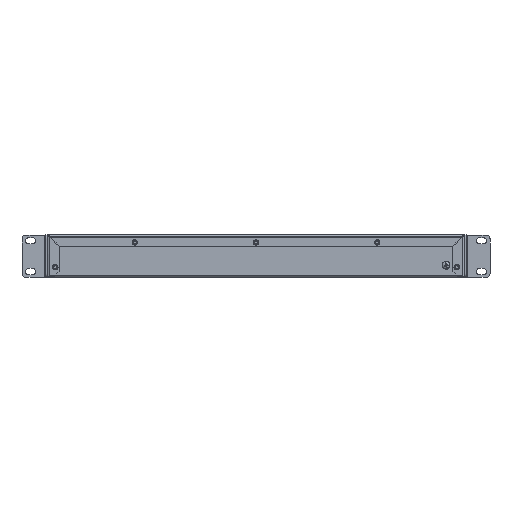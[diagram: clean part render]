
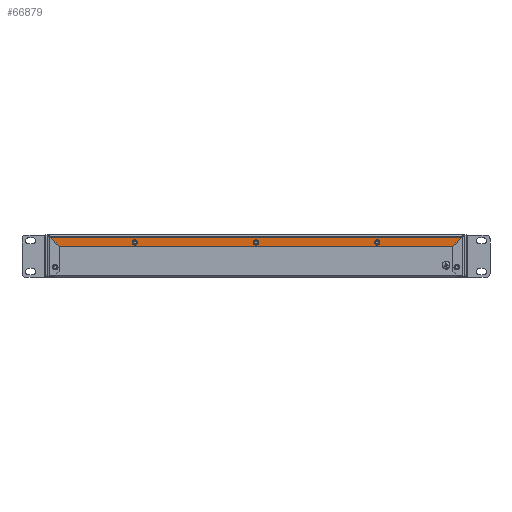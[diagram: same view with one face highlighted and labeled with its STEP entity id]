
A CAD part, top view. The second image highlights one B-rep face of the part: STEP entity #66879.
In plain terms, the highlighted planar face has unit normal (0, 0, 1).
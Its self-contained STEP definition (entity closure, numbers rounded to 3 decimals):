
#686 = ORIENTED_EDGE ( 'NONE', *, *, #43459, .F. ) ;
#4778 = VERTEX_POINT ( 'NONE', #161243 ) ;
#8250 = ORIENTED_EDGE ( 'NONE', *, *, #127774, .F. ) ;
#8924 = AXIS2_PLACEMENT_3D ( 'NONE', #132410, #15264, #67464 ) ;
#9834 = DIRECTION ( 'NONE',  ( 0., 0., 1. ) ) ;
#10862 = DIRECTION ( 'NONE',  ( -0.707, -0.707, 0. ) ) ;
#11568 = DIRECTION ( 'NONE',  ( 1., 0., 0. ) ) ;
#12333 = CARTESIAN_POINT ( 'NONE',  ( 87.15, -7., 241.2 ) ) ;
#15264 = DIRECTION ( 'NONE',  ( 0., 0., -1. ) ) ;
#17923 = CARTESIAN_POINT ( 'NONE',  ( 92.85, -7., 241.2 ) ) ;
#21842 = DIRECTION ( 'NONE',  ( 1., 0., 0. ) ) ;
#22835 = DIRECTION ( 'NONE',  ( 1., 0., 0. ) ) ;
#22978 = CARTESIAN_POINT ( 'NONE',  ( 90., -7., 241.2 ) ) ;
#23495 = VERTEX_POINT ( 'NONE', #54413 ) ;
#23537 = DIRECTION ( 'NONE',  ( 0., 0., 1. ) ) ;
#23757 = EDGE_CURVE ( 'NONE', #137470, #52733, #140514, .T. ) ;
#24240 = DIRECTION ( 'NONE',  ( 1., 0., 0. ) ) ;
#31806 = ORIENTED_EDGE ( 'NONE', *, *, #71466, .F. ) ;
#32437 = CIRCLE ( 'NONE', #149833, 2.85 ) ;
#37729 = VERTEX_POINT ( 'NONE', #12333 ) ;
#40465 = EDGE_LOOP ( 'NONE', ( #71417, #88018 ) ) ;
#42327 = CIRCLE ( 'NONE', #85958, 2.85 ) ;
#43459 = EDGE_CURVE ( 'NONE', #136047, #102972, #42327, .T. ) ;
#44352 = FACE_BOUND ( 'NONE', #121622, .T. ) ;
#52733 = VERTEX_POINT ( 'NONE', #100655 ) ;
#54413 = CARTESIAN_POINT ( 'NONE',  ( 212.15, -7., 241.2 ) ) ;
#54507 = EDGE_CURVE ( 'NONE', #52733, #4778, #153651, .T. ) ;
#55507 = AXIS2_PLACEMENT_3D ( 'NONE', #164063, #99102, #61488 ) ;
#58093 = VECTOR ( 'NONE', #119359, 1000. ) ;
#60857 = CIRCLE ( 'NONE', #55507, 2.85 ) ;
#61333 = EDGE_CURVE ( 'NONE', #37729, #75555, #81780, .T. ) ;
#61488 = DIRECTION ( 'NONE',  ( 1., 0., 0. ) ) ;
#64714 = DIRECTION ( 'NONE',  ( 0., 0., 1. ) ) ;
#64857 = DIRECTION ( 'NONE',  ( 1., 0., 0. ) ) ;
#64969 = EDGE_CURVE ( 'NONE', #154436, #4778, #132175, .T. ) ;
#66552 = DIRECTION ( 'NONE',  ( -0.707, 0.707, 0. ) ) ;
#66879 = ADVANCED_FACE ( 'NONE', ( #158048, #107652, #44352, #119590 ), #145239, .F. ) ;
#67235 = CARTESIAN_POINT ( 'NONE',  ( 0., -11., 241.2 ) ) ;
#67430 = AXIS2_PLACEMENT_3D ( 'NONE', #22978, #168244, #64857 ) ;
#67464 = DIRECTION ( 'NONE',  ( 0., 1., 0. ) ) ;
#69366 = ORIENTED_EDGE ( 'NONE', *, *, #54507, .F. ) ;
#71417 = ORIENTED_EDGE ( 'NONE', *, *, #75780, .F. ) ;
#71466 = EDGE_CURVE ( 'NONE', #23495, #160311, #60857, .T. ) ;
#74858 = CARTESIAN_POINT ( 'NONE',  ( 340., -7., 241.2 ) ) ;
#75555 = VERTEX_POINT ( 'NONE', #17923 ) ;
#75780 = EDGE_CURVE ( 'NONE', #75555, #37729, #111090, .T. ) ;
#78114 = CARTESIAN_POINT ( 'NONE',  ( 428.3, -0.7, 241.2 ) ) ;
#78403 = CARTESIAN_POINT ( 'NONE',  ( 428.088, -0.7, 241.2 ) ) ;
#80041 = DIRECTION ( 'NONE',  ( 1., 0., 0. ) ) ;
#81042 = LINE ( 'NONE', #109253, #91920 ) ;
#81780 = CIRCLE ( 'NONE', #144575, 2.85 ) ;
#85958 = AXIS2_PLACEMENT_3D ( 'NONE', #116850, #64714, #22835 ) ;
#86672 = AXIS2_PLACEMENT_3D ( 'NONE', #74858, #9834, #21842 ) ;
#88018 = ORIENTED_EDGE ( 'NONE', *, *, #61333, .F. ) ;
#88553 = CARTESIAN_POINT ( 'NONE',  ( 90., -7., 241.2 ) ) ;
#91920 = VECTOR ( 'NONE', #66552, 1000. ) ;
#98262 = CARTESIAN_POINT ( 'NONE',  ( 1.912, -0.7, 241.2 ) ) ;
#99102 = DIRECTION ( 'NONE',  ( 0., 0., 1. ) ) ;
#100655 = CARTESIAN_POINT ( 'NONE',  ( 428.088, -0.7, 241.2 ) ) ;
#102972 = VERTEX_POINT ( 'NONE', #134137 ) ;
#106807 = ORIENTED_EDGE ( 'NONE', *, *, #154358, .F. ) ;
#107652 = FACE_BOUND ( 'NONE', #164288, .T. ) ;
#109253 = CARTESIAN_POINT ( 'NONE',  ( 303.353, -302.141, 241.2 ) ) ;
#109721 = CARTESIAN_POINT ( 'NONE',  ( 215., -7., 241.2 ) ) ;
#111090 = CIRCLE ( 'NONE', #67430, 2.85 ) ;
#112100 = CARTESIAN_POINT ( 'NONE',  ( 342.85, -7., 241.2 ) ) ;
#114877 = VECTOR ( 'NONE', #24240, 1000. ) ;
#116850 = CARTESIAN_POINT ( 'NONE',  ( 340., -7., 241.2 ) ) ;
#119359 = DIRECTION ( 'NONE',  ( 1., 0., 0. ) ) ;
#119398 = CIRCLE ( 'NONE', #86672, 2.85 ) ;
#119590 = FACE_OUTER_BOUND ( 'NONE', #165029, .T. ) ;
#121622 = EDGE_LOOP ( 'NONE', ( #686, #106807 ) ) ;
#123452 = ORIENTED_EDGE ( 'NONE', *, *, #166731, .F. ) ;
#127774 = EDGE_CURVE ( 'NONE', #160311, #23495, #32437, .T. ) ;
#130033 = ORIENTED_EDGE ( 'NONE', *, *, #23757, .F. ) ;
#132175 = LINE ( 'NONE', #67235, #58093 ) ;
#132410 = CARTESIAN_POINT ( 'NONE',  ( 0., 0., 241.2 ) ) ;
#134137 = CARTESIAN_POINT ( 'NONE',  ( 337.15, -7., 241.2 ) ) ;
#136047 = VERTEX_POINT ( 'NONE', #112100 ) ;
#137470 = VERTEX_POINT ( 'NONE', #98262 ) ;
#137515 = VECTOR ( 'NONE', #10862, 1000. ) ;
#140514 = LINE ( 'NONE', #78114, #114877 ) ;
#142511 = ORIENTED_EDGE ( 'NONE', *, *, #64969, .T. ) ;
#143288 = DIRECTION ( 'NONE',  ( 0., 0., 1. ) ) ;
#144575 = AXIS2_PLACEMENT_3D ( 'NONE', #88553, #23537, #11568 ) ;
#145239 = PLANE ( 'NONE',  #8924 ) ;
#149833 = AXIS2_PLACEMENT_3D ( 'NONE', #109721, #143288, #80041 ) ;
#151794 = CARTESIAN_POINT ( 'NONE',  ( 217.85, -7., 241.2 ) ) ;
#153651 = LINE ( 'NONE', #78403, #137515 ) ;
#154358 = EDGE_CURVE ( 'NONE', #102972, #136047, #119398, .T. ) ;
#154436 = VERTEX_POINT ( 'NONE', #165433 ) ;
#158048 = FACE_BOUND ( 'NONE', #40465, .T. ) ;
#160311 = VERTEX_POINT ( 'NONE', #151794 ) ;
#161243 = CARTESIAN_POINT ( 'NONE',  ( 417.788, -11., 241.2 ) ) ;
#164063 = CARTESIAN_POINT ( 'NONE',  ( 215., -7., 241.2 ) ) ;
#164288 = EDGE_LOOP ( 'NONE', ( #8250, #31806 ) ) ;
#165029 = EDGE_LOOP ( 'NONE', ( #69366, #130033, #123452, #142511 ) ) ;
#165433 = CARTESIAN_POINT ( 'NONE',  ( 12.212, -11., 241.2 ) ) ;
#166731 = EDGE_CURVE ( 'NONE', #154436, #137470, #81042, .T. ) ;
#168244 = DIRECTION ( 'NONE',  ( 0., 0., 1. ) ) ;
